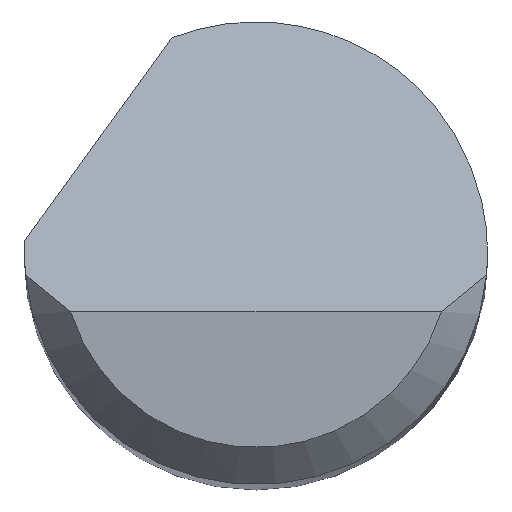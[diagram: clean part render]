
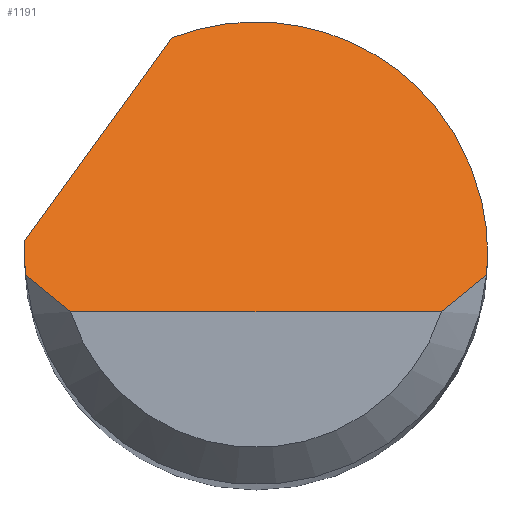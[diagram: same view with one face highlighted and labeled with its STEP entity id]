
A CAD part, top view. The second image highlights one B-rep face of the part: STEP entity #1191.
In plain terms, the highlighted planar face has unit normal (0, 0.707, 0.707).
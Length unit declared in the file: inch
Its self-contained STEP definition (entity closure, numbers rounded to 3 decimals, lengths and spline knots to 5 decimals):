
#12 = B_SPLINE_CURVE_WITH_KNOTS ( 'NONE', 3,
 ( #1031, #202, #192, #1226 ),
 .UNSPECIFIED., .F., .F.,
 ( 4, 4 ),
 ( 0., 0.00071 ),
 .UNSPECIFIED. ) ;
#18 = CARTESIAN_POINT ( 'NONE',  ( -0.09375, -0.02375, 1.5 ) ) ;
#52 = CARTESIAN_POINT ( 'NONE',  ( 0.09375, 0.07266, 1.40359 ) ) ;
#78 =( BOUNDED_CURVE ( )  B_SPLINE_CURVE ( 3, ( #412, #1077, #343, #351 ),
 .UNSPECIFIED., .F., .F. ) 
 B_SPLINE_CURVE_WITH_KNOTS ( ( 4, 4 ),
 ( 4.71239, 4.76575 ),
 .UNSPECIFIED. ) 
 CURVE ( )  GEOMETRIC_REPRESENTATION_ITEM ( )  RATIONAL_B_SPLINE_CURVE ( ( 1., 1., 1., 1. ) ) 
 REPRESENTATION_ITEM ( '' )  );
#84 = VECTOR ( 'NONE', #1195, 39.37008 ) ;
#186 = AXIS2_PLACEMENT_3D ( 'NONE', #18, #570, #966 ) ;
#192 = CARTESIAN_POINT ( 'NONE',  ( 0.08761, -0.01397, 1.49022 ) ) ;
#195 = ORIENTED_EDGE ( 'NONE', *, *, #259, .F. ) ;
#202 = CARTESIAN_POINT ( 'NONE',  ( 0.08157, -0.019, 1.49525 ) ) ;
#226 = EDGE_CURVE ( 'NONE', #976, #724, #1178, .T. ) ;
#237 = ORIENTED_EDGE ( 'NONE', *, *, #1158, .T. ) ;
#259 = EDGE_CURVE ( 'NONE', #396, #616, #78, .T. ) ;
#270 = CARTESIAN_POINT ( 'NONE',  ( -0.09375, -0.00292, 1.47917 ) ) ;
#296 = ORIENTED_EDGE ( 'NONE', *, *, #953, .T. ) ;
#314 = CARTESIAN_POINT ( 'NONE',  ( -0.11014, -0.01781, 1.49406 ) ) ;
#320 = ORIENTED_EDGE ( 'NONE', *, *, #226, .F. ) ;
#343 = CARTESIAN_POINT ( 'NONE',  ( -0.09371, 0.00333, 1.47292 ) ) ;
#351 = CARTESIAN_POINT ( 'NONE',  ( -0.09362, 0.005, 1.47125 ) ) ;
#373 = CARTESIAN_POINT ( 'NONE',  ( 0.09375, 0., 1.47625 ) ) ;
#396 = VERTEX_POINT ( 'NONE', #1119 ) ;
#398 =( BOUNDED_CURVE ( )  B_SPLINE_CURVE ( 3, ( #748, #1128, #270, #843 ),
 .UNSPECIFIED., .F., .T. ) 
 B_SPLINE_CURVE_WITH_KNOTS ( ( 4, 4 ),
 ( 4.61892, 4.71239 ),
 .UNSPECIFIED. ) 
 CURVE ( )  GEOMETRIC_REPRESENTATION_ITEM ( )  RATIONAL_B_SPLINE_CURVE ( ( 1., 0.999, 0.999, 1. ) ) 
 REPRESENTATION_ITEM ( '' )  );
#412 = CARTESIAN_POINT ( 'NONE',  ( -0.09375, 0., 1.47625 ) ) ;
#415 = EDGE_CURVE ( 'NONE', #706, #678, #1089, .T. ) ;
#419 = CARTESIAN_POINT ( 'NONE',  ( 0.09375, 0., 1.47625 ) ) ;
#420 = LINE ( 'NONE', #314, #480 ) ;
#475 = EDGE_CURVE ( 'NONE', #616, #976, #420, .T. ) ;
#480 = VECTOR ( 'NONE', #1064, 39.37008 ) ;
#487 = CARTESIAN_POINT ( 'NONE',  ( -0.09334, -0.00875, 1.485 ) ) ;
#529 = ORIENTED_EDGE ( 'NONE', *, *, #671, .F. ) ;
#542 = CARTESIAN_POINT ( 'NONE',  ( -0.09334, -0.00875, 1.485 ) ) ;
#553 = CARTESIAN_POINT ( 'NONE',  ( -0.07508, -0.02375, 1.5 ) ) ;
#570 = DIRECTION ( 'NONE',  ( 0., -0.707, -0.707 ) ) ;
#587 = PLANE ( 'NONE',  #186 ) ;
#616 = VERTEX_POINT ( 'NONE', #1108 ) ;
#660 = VERTEX_POINT ( 'NONE', #1116 ) ;
#671 = EDGE_CURVE ( 'NONE', #724, #660, #987, .T. ) ;
#678 = VERTEX_POINT ( 'NONE', #553 ) ;
#706 = VERTEX_POINT ( 'NONE', #487 ) ;
#714 = EDGE_CURVE ( 'NONE', #706, #396, #398, .T. ) ;
#716 = VERTEX_POINT ( 'NONE', #1219 ) ;
#724 = VERTEX_POINT ( 'NONE', #373 ) ;
#725 = LINE ( 'NONE', #937, #84 ) ;
#732 = CARTESIAN_POINT ( 'NONE',  ( -0.03394, 0.08739, 1.38886 ) ) ;
#735 = CARTESIAN_POINT ( 'NONE',  ( -0.08157, -0.019, 1.49525 ) ) ;
#748 = CARTESIAN_POINT ( 'NONE',  ( -0.09334, -0.00875, 1.485 ) ) ;
#792 = ORIENTED_EDGE ( 'NONE', *, *, #475, .F. ) ;
#793 = CARTESIAN_POINT ( 'NONE',  ( 0.03379, 0.11369, 1.36256 ) ) ;
#824 = CARTESIAN_POINT ( 'NONE',  ( 0.09361, -0.00584, 1.48209 ) ) ;
#837 = CARTESIAN_POINT ( 'NONE',  ( 0.09375, -0.00292, 1.47917 ) ) ;
#842 = CARTESIAN_POINT ( 'NONE',  ( -0.08761, -0.01397, 1.49022 ) ) ;
#843 = CARTESIAN_POINT ( 'NONE',  ( -0.09375, 0., 1.47625 ) ) ;
#854 = ORIENTED_EDGE ( 'NONE', *, *, #714, .F. ) ;
#855 = FACE_OUTER_BOUND ( 'NONE', #886, .T. ) ;
#886 = EDGE_LOOP ( 'NONE', ( #296, #237, #529, #320, #792, #195, #854, #1062 ) ) ;
#905 = CARTESIAN_POINT ( 'NONE',  ( -0.03394, 0.08739, 1.38886 ) ) ;
#929 = CARTESIAN_POINT ( 'NONE',  ( 0.09375, 0., 1.47625 ) ) ;
#937 = CARTESIAN_POINT ( 'NONE',  ( 0., -0.02375, 1.5 ) ) ;
#953 = EDGE_CURVE ( 'NONE', #678, #716, #725, .T. ) ;
#966 = DIRECTION ( 'NONE',  ( 0., 0.707, -0.707 ) ) ;
#976 = VERTEX_POINT ( 'NONE', #732 ) ;
#987 =( BOUNDED_CURVE ( )  B_SPLINE_CURVE ( 3, ( #929, #837, #824, #1202 ),
 .UNSPECIFIED., .F., .T. ) 
 B_SPLINE_CURVE_WITH_KNOTS ( ( 4, 4 ),
 ( 1.5708, 1.66427 ),
 .UNSPECIFIED. ) 
 CURVE ( )  GEOMETRIC_REPRESENTATION_ITEM ( )  RATIONAL_B_SPLINE_CURVE ( ( 1., 0.999, 0.999, 1. ) ) 
 REPRESENTATION_ITEM ( '' )  );
#1031 = CARTESIAN_POINT ( 'NONE',  ( 0.07508, -0.02375, 1.5 ) ) ;
#1062 = ORIENTED_EDGE ( 'NONE', *, *, #415, .T. ) ;
#1064 = DIRECTION ( 'NONE',  ( 0.456, 0.629, -0.629 ) ) ;
#1077 = CARTESIAN_POINT ( 'NONE',  ( -0.09375, 0.00167, 1.47458 ) ) ;
#1089 = B_SPLINE_CURVE_WITH_KNOTS ( 'NONE', 3,
 ( #542, #842, #735, #1218 ),
 .UNSPECIFIED., .F., .F.,
 ( 4, 4 ),
 ( 0., 0.00071 ),
 .UNSPECIFIED. ) ;
#1108 = CARTESIAN_POINT ( 'NONE',  ( -0.09362, 0.005, 1.47125 ) ) ;
#1116 = CARTESIAN_POINT ( 'NONE',  ( 0.09334, -0.00875, 1.485 ) ) ;
#1119 = CARTESIAN_POINT ( 'NONE',  ( -0.09375, 0., 1.47625 ) ) ;
#1128 = CARTESIAN_POINT ( 'NONE',  ( -0.09361, -0.00584, 1.48209 ) ) ;
#1158 = EDGE_CURVE ( 'NONE', #716, #660, #12, .T. ) ;
#1178 =( BOUNDED_CURVE ( )  B_SPLINE_CURVE ( 3, ( #905, #793, #52, #419 ),
 .UNSPECIFIED., .F., .T. ) 
 B_SPLINE_CURVE_WITH_KNOTS ( ( 4, 4 ),
 ( 5.91277, 7.85398 ),
 .UNSPECIFIED. ) 
 CURVE ( )  GEOMETRIC_REPRESENTATION_ITEM ( )  RATIONAL_B_SPLINE_CURVE ( ( 1., 0.71, 0.71, 1. ) ) 
 REPRESENTATION_ITEM ( '' )  );
#1191 = ADVANCED_FACE ( 'NONE', ( #855 ), #587, .F. ) ;
#1195 = DIRECTION ( 'NONE',  ( 1., 0., 0. ) ) ;
#1202 = CARTESIAN_POINT ( 'NONE',  ( 0.09334, -0.00875, 1.485 ) ) ;
#1218 = CARTESIAN_POINT ( 'NONE',  ( -0.07508, -0.02375, 1.5 ) ) ;
#1219 = CARTESIAN_POINT ( 'NONE',  ( 0.07508, -0.02375, 1.5 ) ) ;
#1226 = CARTESIAN_POINT ( 'NONE',  ( 0.09334, -0.00875, 1.485 ) ) ;
